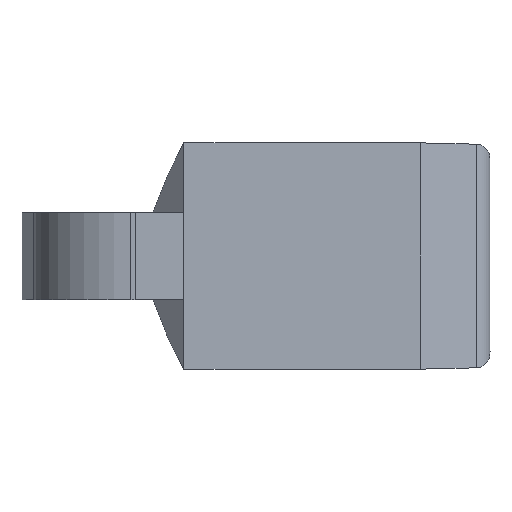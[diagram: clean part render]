
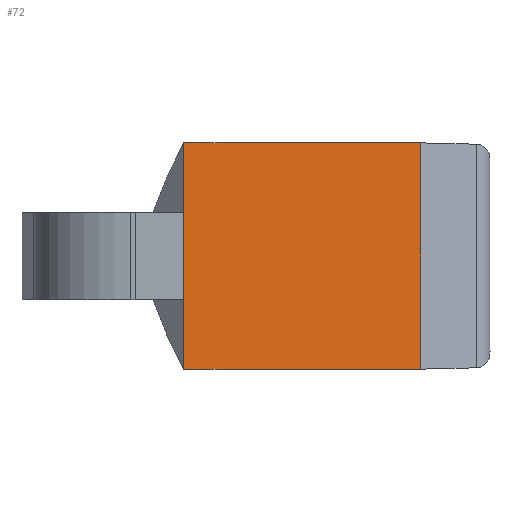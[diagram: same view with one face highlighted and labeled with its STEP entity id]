
A CAD part, left-side view. The second image highlights one B-rep face of the part: STEP entity #72.
In plain terms, the highlighted planar face has unit normal (-0.999, -0.052, 0).
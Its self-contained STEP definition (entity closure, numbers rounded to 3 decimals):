
#2 = EDGE_CURVE ( 'NONE', #32, #28, #309, .T. ) ;
#28 = VERTEX_POINT ( 'NONE', #372 ) ;
#32 = VERTEX_POINT ( 'NONE', #367 ) ;
#68 = EDGE_LOOP ( 'NONE', ( #81, #76, #77, #165 ) ) ;
#70 = VERTEX_POINT ( 'NONE', #464 ) ;
#71 = EDGE_CURVE ( 'NONE', #168, #70, #457, .T. ) ;
#72 = ADVANCED_FACE ( 'NONE', ( #461 ), #458, .T. ) ;
#76 = ORIENTED_EDGE ( 'NONE', *, *, #71, .T. ) ;
#77 = ORIENTED_EDGE ( 'NONE', *, *, #78, .F. ) ;
#78 = EDGE_CURVE ( 'NONE', #28, #70, #565, .T. ) ;
#80 = EDGE_CURVE ( 'Ar�te5', #32, #168, #560, .T. ) ;
#81 = ORIENTED_EDGE ( 'NONE', *, *, #80, .T. ) ;
#165 = ORIENTED_EDGE ( 'NONE', *, *, #2, .F. ) ;
#168 = VERTEX_POINT ( 'NONE', #795 ) ;
#306 = DIRECTION ( 'NONE',  ( -0.052, 0.999, 0. ) ) ;
#307 = VECTOR ( 'NONE', #306, 1000. ) ;
#308 = CARTESIAN_POINT ( 'NONE',  ( 96.196, -159.455, -11.686 ) ) ;
#309 = LINE ( 'NONE', #308, #307 ) ;
#367 = CARTESIAN_POINT ( 'NONE',  ( 92.12, -81.686, -11.686 ) ) ;
#372 = CARTESIAN_POINT ( 'NONE',  ( 90.838, -57.224, -11.686 ) ) ;
#455 = VECTOR ( 'NONE', #462, 1000. ) ;
#456 = CARTESIAN_POINT ( 'NONE',  ( 96.196, -159.455, 11.705 ) ) ;
#457 = LINE ( 'NONE', #456, #455 ) ;
#458 = PLANE ( 'NONE',  #460 ) ;
#459 = CARTESIAN_POINT ( 'NONE',  ( 96.196, -159.455, -11.686 ) ) ;
#460 = AXIS2_PLACEMENT_3D ( 'NONE', #459, #468, #467 ) ;
#461 = FACE_OUTER_BOUND ( 'NONE', #68, .T. ) ;
#462 = DIRECTION ( 'NONE',  ( -0.052, 0.999, 0. ) ) ;
#464 = CARTESIAN_POINT ( 'NONE',  ( 90.838, -57.224, 11.705 ) ) ;
#467 = DIRECTION ( 'NONE',  ( 0.052, -0.999, 0. ) ) ;
#468 = DIRECTION ( 'NONE',  ( -0.999, -0.052, 0. ) ) ;
#552 = DIRECTION ( 'NONE',  ( 0., 0., 1. ) ) ;
#553 = VECTOR ( 'NONE', #552, 1000. ) ;
#554 = CARTESIAN_POINT ( 'NONE',  ( 92.12, -81.686, -11.686 ) ) ;
#560 = LINE ( 'NONE', #554, #553 ) ;
#562 = DIRECTION ( 'NONE',  ( 0., 0., 1. ) ) ;
#563 = VECTOR ( 'NONE', #562, 1000. ) ;
#564 = CARTESIAN_POINT ( 'NONE',  ( 90.838, -57.224, -11.686 ) ) ;
#565 = LINE ( 'NONE', #564, #563 ) ;
#795 = CARTESIAN_POINT ( 'NONE',  ( 92.12, -81.686, 11.705 ) ) ;
